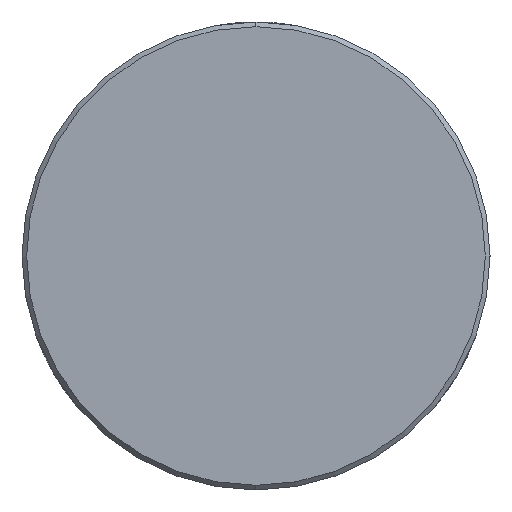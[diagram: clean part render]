
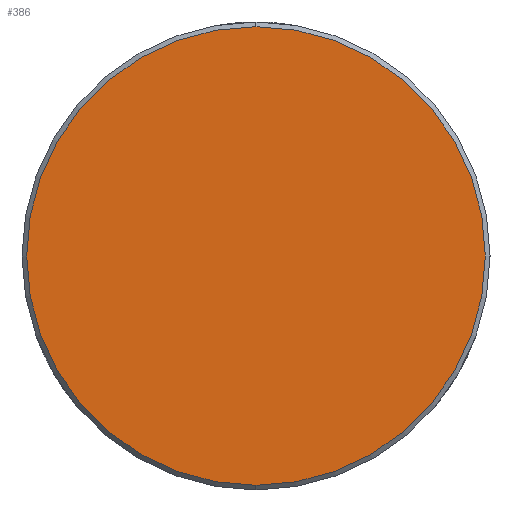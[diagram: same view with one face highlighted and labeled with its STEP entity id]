
A CAD part, left-side view. The second image highlights one B-rep face of the part: STEP entity #386.
In plain terms, the highlighted planar face has unit normal (-1, 0, 0).
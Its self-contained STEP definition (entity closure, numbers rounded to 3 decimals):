
#126 = CIRCLE ( 'NONE', #709, 14.7 ) ;
#161 = AXIS2_PLACEMENT_3D ( 'NONE', #759, #1013, #218 ) ;
#218 = DIRECTION ( 'NONE',  ( 0., 0., -1. ) ) ;
#251 = CARTESIAN_POINT ( 'NONE',  ( -165.8, 0., 14.7 ) ) ;
#386 = ADVANCED_FACE ( 'NONE', ( #683 ), #439, .F. ) ;
#387 = ORIENTED_EDGE ( 'NONE', *, *, #603, .T. ) ;
#432 = ORIENTED_EDGE ( 'NONE', *, *, #705, .T. ) ;
#433 = CARTESIAN_POINT ( 'NONE',  ( -165.8, 0., 0. ) ) ;
#439 = PLANE ( 'NONE',  #161 ) ;
#474 = DIRECTION ( 'NONE',  ( -1., 0., 0. ) ) ;
#542 = AXIS2_PLACEMENT_3D ( 'NONE', #433, #760, #1014 ) ;
#565 = DIRECTION ( 'NONE',  ( 0., 0., -1. ) ) ;
#603 = EDGE_CURVE ( 'NONE', #761, #948, #638, .T. ) ;
#634 = EDGE_LOOP ( 'NONE', ( #432, #387 ) ) ;
#638 = CIRCLE ( 'NONE', #542, 14.7 ) ;
#683 = FACE_OUTER_BOUND ( 'NONE', #634, .T. ) ;
#691 = CARTESIAN_POINT ( 'NONE',  ( -165.8, 0., -14.7 ) ) ;
#705 = EDGE_CURVE ( 'NONE', #948, #761, #126, .T. ) ;
#709 = AXIS2_PLACEMENT_3D ( 'NONE', #1054, #474, #565 ) ;
#759 = CARTESIAN_POINT ( 'NONE',  ( -165.8, -14.876, 14.876 ) ) ;
#760 = DIRECTION ( 'NONE',  ( -1., 0., 0. ) ) ;
#761 = VERTEX_POINT ( 'NONE', #251 ) ;
#948 = VERTEX_POINT ( 'NONE', #691 ) ;
#1013 = DIRECTION ( 'NONE',  ( 1., 0., 0. ) ) ;
#1014 = DIRECTION ( 'NONE',  ( 0., 0., -1. ) ) ;
#1054 = CARTESIAN_POINT ( 'NONE',  ( -165.8, 0., 0. ) ) ;
